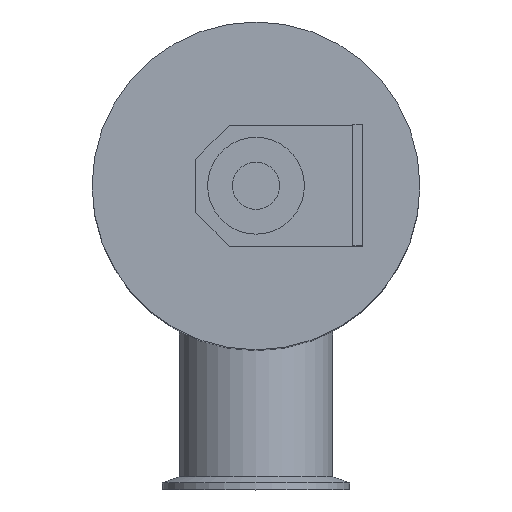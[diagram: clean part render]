
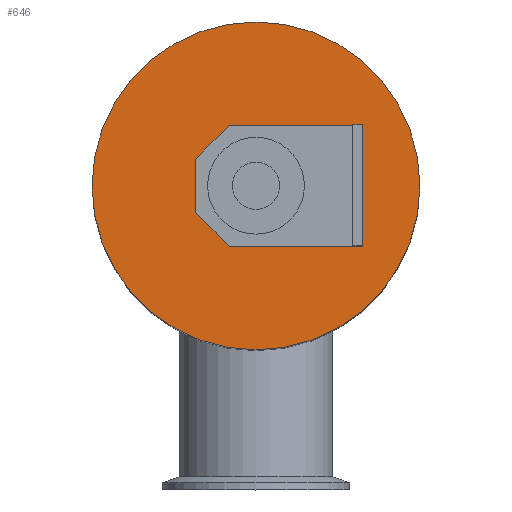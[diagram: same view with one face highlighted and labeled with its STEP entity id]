
A CAD part, top view. The second image highlights one B-rep face of the part: STEP entity #646.
In plain terms, the highlighted planar face has unit normal (0, 0, 1).
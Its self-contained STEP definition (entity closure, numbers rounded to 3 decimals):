
#162=FACE_OUTER_BOUND('',#215,.T.);
#215=EDGE_LOOP('',(#460));
#274=CIRCLE('',#769,67.75);
#313=VERTEX_POINT('',#1104);
#369=EDGE_CURVE('',#313,#313,#274,.T.);
#460=ORIENTED_EDGE('',*,*,#369,.F.);
#617=PLANE('',#768);
#646=ADVANCED_FACE('',(#162),#617,.T.);
#768=AXIS2_PLACEMENT_3D('',#1103,#883,#884);
#769=AXIS2_PLACEMENT_3D('',#1105,#885,#886);
#883=DIRECTION('center_axis',(0.,0.,1.));
#884=DIRECTION('ref_axis',(1.,0.,0.));
#885=DIRECTION('center_axis',(0.,0.,-1.));
#886=DIRECTION('ref_axis',(-1.,0.,0.));
#1103=CARTESIAN_POINT('Origin',(-33.875,0.,351.25));
#1104=CARTESIAN_POINT('',(67.75,0.,351.25));
#1105=CARTESIAN_POINT('Origin',(0.,0.,351.25));
